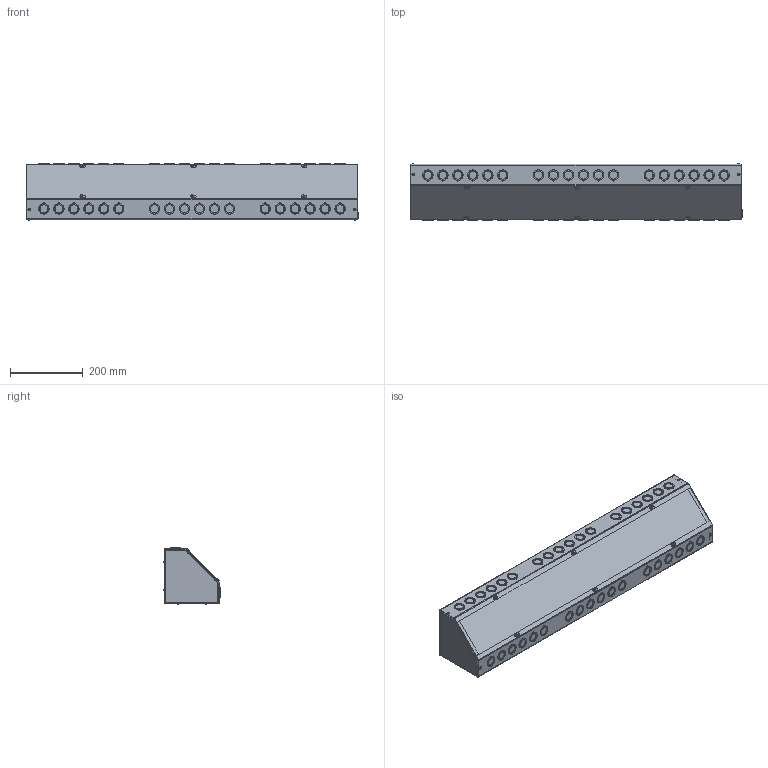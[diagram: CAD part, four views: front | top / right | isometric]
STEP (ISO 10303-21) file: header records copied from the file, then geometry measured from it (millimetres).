
FILE_DESCRIPTION (( 'STEP AP214' ), '1' );
FILE_NAME ('S6636AT.STEP', '2021-11-10T16:14:29', ( '' ), ( '' ), 'SwSTEP 2.0', 'SolidWorks 2021', '' );
FILE_SCHEMA (( 'AUTOMOTIVE_DESIGN' ));
Length unit declared in the file: inch
Products named in the file (1): S6636AT
Bounding box: 914.4 x 154.94 x 154.94 mm (x, y, z)
Volume: 792062.8 mm3; surface area: 1160163.3 mm2
Topology: 22 solids, 22 shells, 4188 faces, 11381 edges, 7099 vertices
Faces by surface type: plane 2246, cylinder 1080, cone 450, bspline 364, torus 48
Entity records: 192896 total; most frequent: CARTESIAN_POINT 34102, ORIENTED_EDGE 22708, DIRECTION 21017, EDGE_CURVE 11354, VECTOR 7227, LINE 7227, VERTEX_POINT 7096, AXIS2_PLACEMENT_3D 6895
